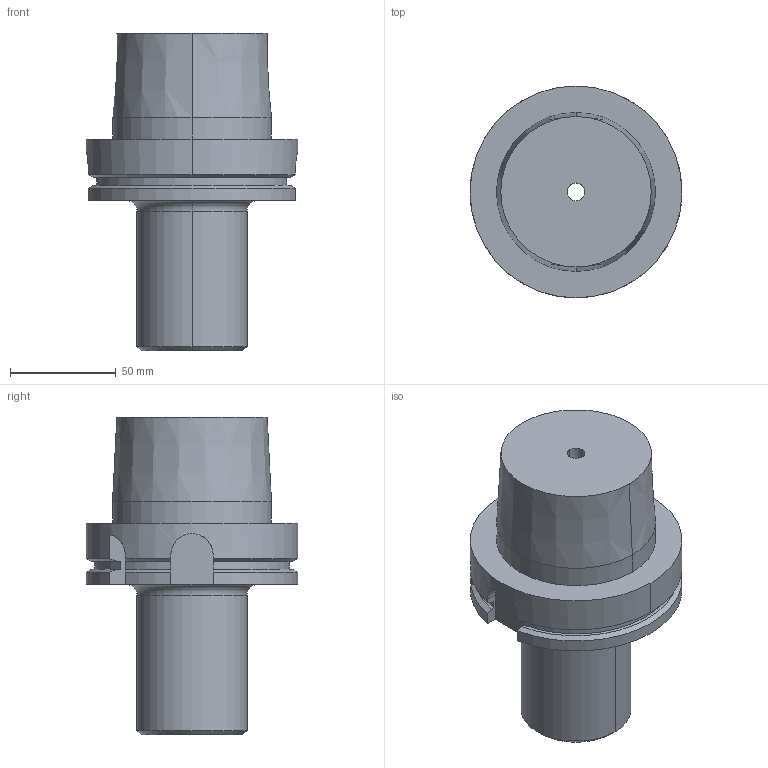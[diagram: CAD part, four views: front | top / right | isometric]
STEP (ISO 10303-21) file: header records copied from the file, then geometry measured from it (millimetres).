
FILE_DESCRIPTION((''),'2;1');
FILE_NAME('10842432','2018-12-17T15:28:40',('piechottad'),(''),'CREO PARAMETRIC BY PTC INC, 2017380','CREO PARAMETRIC BY PTC INC, 2017380','');
FILE_SCHEMA(('AUTOMOTIVE_DESIGN { 1 0 10303 214 1 1 1 1 }'));
Length unit declared in the file: millimetre
Products named in the file (1): 10842432
Bounding box: 100 x 100 x 150 mm (x, y, z)
Volume: 518975.3 mm3; surface area: 57830.1 mm2
Topology: 1 solids, 1 shells, 50 faces, 139 edges, 95 vertices
Faces by surface type: plane 19, cylinder 19, cone 10, torus 2
Entity records: 2568 total; most frequent: CARTESIAN_POINT 402, DIRECTION 314, ORIENTED_EDGE 258, PRESENTATION_STYLE_ASSIGNMENT 162, STYLED_ITEM 162, CURVE_STYLE 161, EDGE_CURVE 129, AXIS2_PLACEMENT_3D 118
